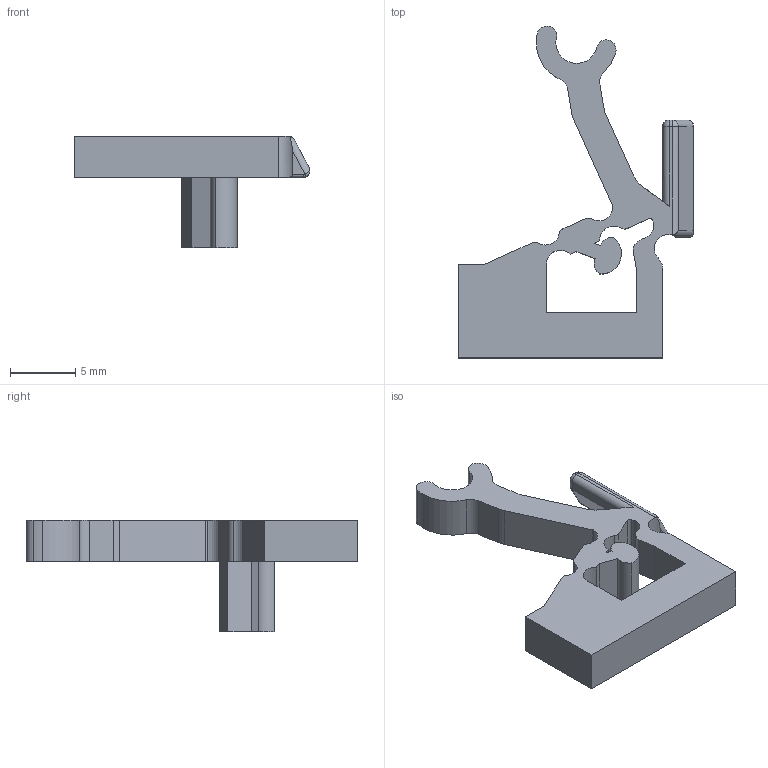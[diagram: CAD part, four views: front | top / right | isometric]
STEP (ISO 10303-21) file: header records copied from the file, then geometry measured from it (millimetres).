
FILE_DESCRIPTION (( 'STEP AP214' ), '1' );
FILE_NAME ('switch-flexures_standalone.STEP', '2025-09-25T18:57:15', ( '' ), ( '' ), 'SwSTEP 2.0', 'SolidWorks 2025', '' );
FILE_SCHEMA (( 'AUTOMOTIVE_DESIGN' ));
Length unit declared in the file: millimetre
Products named in the file (1): switch-flexures_standalone
Bounding box: 18.07 x 25.45 x 8.59 mm (x, y, z)
Volume: 578.7 mm3; surface area: 847.7 mm2
Topology: 1 solids, 1 shells, 84 faces, 235 edges, 146 vertices
Faces by surface type: cylinder 45, plane 32, sphere 4, bspline 2, torus 1
Entity records: 2730 total; most frequent: CARTESIAN_POINT 539, DIRECTION 470, ORIENTED_EDGE 458, EDGE_CURVE 229, AXIS2_PLACEMENT_3D 168, VERTEX_POINT 146, LINE 134, VECTOR 134
